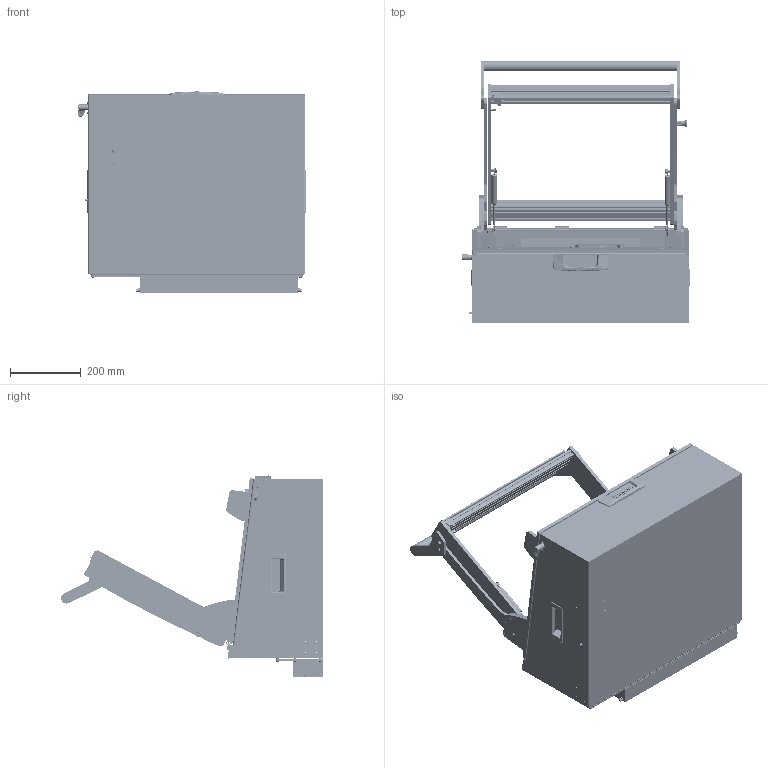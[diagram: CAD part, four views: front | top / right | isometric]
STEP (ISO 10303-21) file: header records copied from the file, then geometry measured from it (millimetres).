
FILE_DESCRIPTION (( 'STEP AP214' ), '1' );
FILE_NAME ('INGUN_46040_open.STEP', '2023-01-30T14:02:06', ( '' ), ( '' ), 'SwSTEP 2.0', 'SolidWorks 2021', '' );
FILE_SCHEMA (( 'AUTOMOTIVE_DESIGN' ));
Length unit declared in the file: millimetre
Products named in the file (111): 37792~1_S; 31109~0; 31788~1_flexibel<Standard>; 31446~15_KUNDE<S>; 32727~9; DIN6325~n_02,0m6x020; 112087~1_S; 20902~0; DIN912~n_M04,0x016; 32730~5_ohne RW und GF<S>; ISO7380~n_M05,0x030; 109771~2_offen<S>; 2528~0; 37967~1_Einbau max 185,5 <Standard>; DIN7991~n_M03,0x016 VA; ISO7380~n_M04,0x008; 38827~0_S; 38001~13; 114019~0_S; 40512~8_KUNDE<S>; 47523~0_S; 31253~0_S; 31194~0; DIN6325~n_04,0m6x014; 109935~0_KUNDE<S>; 37972~6_S; 30955~0_S; 109128~0_offen <S>; 53031~0_S; 37973~3_S; 110705~2_S; ISO7380~n_M04,0x010; 37971~8_S; ASR~asr_拱04,2x07x拌8; K_02037~0_Standard ohne Dyn Punkt<Standard>; 3521~0_Spring Pin ISO 8752 - 3 x 16 - St; 31666~1_S; 110322~4_S; 113928~0_S; 110443~0_S ...
Assembly tree (243 placements, depth 7):
  INGUN_46040_open
    32700~4_KUNDE offen ohne RW & GF<S>
      32730~5_ohne RW und GF<S>
        32727~9
        30758~0_S  x2
          30758_01~0_S
          30758_02~0_S
          38564~0
        20902~0
        DIN985-A2~n_M05,0  x3
        DIN7991~n_M05,0x012  x2
        32462~0_S
        DIN7991~n_M05,0x016
        8804~0
        DIN125~n_05,3 M05,0 Fase  x2
        20901~0_Abstand 296<Standard>
          20901~0_ohne Schiebeteil<Standard>
          20901_01~0
        53032~0_S
        32171~0_S
        29805~4_geschlossen<S>
          110322~4_S
          110705~2_S
          30984~0_S
          110231~1_S
          110443~0_S
          30112~0
          ISO7380~n_M05,0x030
          ISO7380~n_M04,0x008  x2
          DIN914~n_M04,0x05
        35334~0_S
      37790~9_KUNDE offen<S>
        109771~2_offen<S>
          38001~13
          37968~2_S
          37971~8_S
          37972~6_S
          2281~0_180ø<Standard>  x3
            2281~0
          32341~6_S
          53031~0_S
          35649~1_S
          35651~1_S
          31253~0_S
          30955~0_S
          30915~0
          ASR~asr_拱04,2x07x拌8  x2
          2528~0  x2
          31109~0
          37973~3_S
          38827~0_S
          31666~1_S
          114566~0_S  x2
            112087~1_S
              111995~1_S
              112086~2_S
              DIN125~n_05,3 M05,0 Fase
            49317~0
            DIN912~n_M04,0x016
            DIN125~n_04,3 M04,0
Bounding box: 647.49 x 742.9 x 570.35 mm (x, y, z)
Volume: 6726687.1 mm3; surface area: 4080000.5 mm2
Topology: 256 solids, 257 shells, 6983 faces, 17447 edges, 11123 vertices
Faces by surface type: cylinder 2962, plane 2577, cone 908, bspline 329, torus 107, sphere 100
Entity records: 153245 total; most frequent: CARTESIAN_POINT 39200, DIRECTION 22715, ORIENTED_EDGE 21288, EDGE_CURVE 10644, AXIS2_PLACEMENT_3D 8545, VERTEX_POINT 6876, LINE 5625, VECTOR 5625
